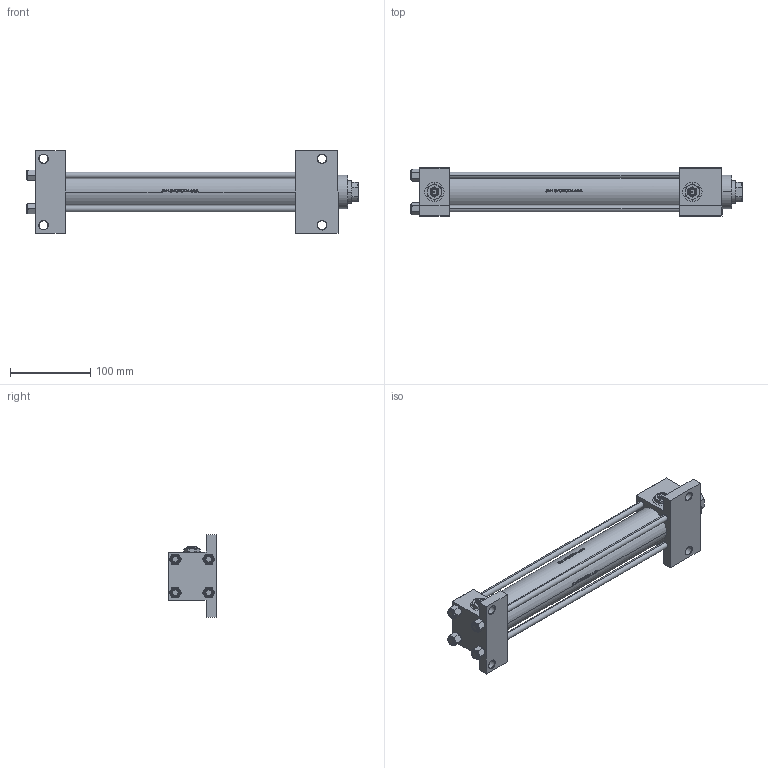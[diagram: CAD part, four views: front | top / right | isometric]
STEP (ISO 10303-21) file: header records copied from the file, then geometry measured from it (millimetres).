
FILE_DESCRIPTION (( 'STEP AP203' ), '1' );
FILE_NAME ('9be8.STEP', '2022-04-16T02:04:19', ( '' ), ( '' ), 'SwSTEP 2.0', 'SolidWorks 2019', '' );
FILE_SCHEMA (( 'CONFIG_CONTROL_DESIGN' ));
Length unit declared in the file: millimetre
Products named in the file (7): V215CR_VCP_G 6ab4913e226cba19fb42cf8d91b51fef; V215CR_G_TYCINKA 6ab4913e226cba19fb42cf8d91b51fef; Zatka_pro_OIL_PORT 6ab4913e226cba19fb42cf8d91b51fef; NUT_M5_G 6ab4913e226cba19fb42cf8d91b51fef; 9be8; V215CR_G_Body 6ab4913e226cba19fb42cf8d91b51fef; V215_VC_A 6ab4913e226cba19fb42cf8d91b51fef
Assembly tree (17 placements, depth 2):
  9be8
    V215CR_G_Body 6ab4913e226cba19fb42cf8d91b51fef
    V215CR_VCP_G 6ab4913e226cba19fb42cf8d91b51fef
    V215CR_G_TYCINKA 6ab4913e226cba19fb42cf8d91b51fef  x6
    NUT_M5_G 6ab4913e226cba19fb42cf8d91b51fef  x6
    V215_VC_A 6ab4913e226cba19fb42cf8d91b51fef
    Zatka_pro_OIL_PORT 6ab4913e226cba19fb42cf8d91b51fef  x2
Bounding box: 415 x 60 x 103 mm (x, y, z)
Volume: 786854.7 mm3; surface area: 248586.6 mm2
Topology: 17 solids, 17 shells, 1269 faces, 3154 edges, 2006 vertices
Faces by surface type: plane 500, bspline 380, cone 230, cylinder 147, torus 12
Entity records: 49619 total; most frequent: CARTESIAN_POINT 26510, ORIENTED_EDGE 5272, DIRECTION 3294, EDGE_CURVE 2636, VERTEX_POINT 1708, LINE 1342, VECTOR 1342, EDGE_LOOP 1132
